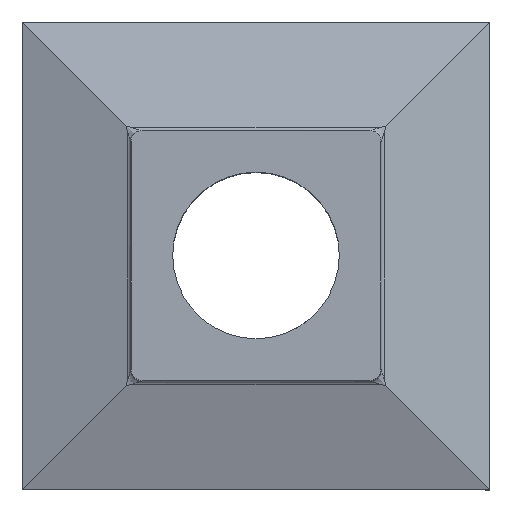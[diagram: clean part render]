
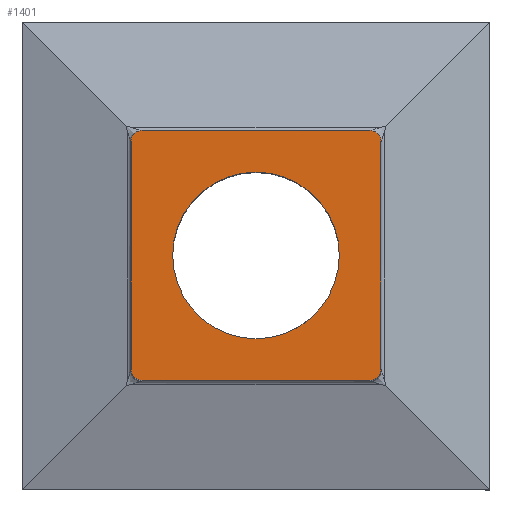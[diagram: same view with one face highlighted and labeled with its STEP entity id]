
A CAD part, top view. The second image highlights one B-rep face of the part: STEP entity #1401.
In plain terms, the highlighted planar face has unit normal (0, 0, 1).
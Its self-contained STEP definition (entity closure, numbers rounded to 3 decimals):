
#1401=ADVANCED_FACE('',(#9154,#9155),#2433,.T.);
#2433=PLANE('',#21700);
#5629=LINE('',#32236,#8611);
#5633=LINE('',#32245,#8615);
#5637=LINE('',#32254,#8619);
#5639=LINE('',#32258,#8621);
#8611=VECTOR('',#25441,1.);
#8615=VECTOR('',#25447,1.);
#8619=VECTOR('',#25453,1.);
#8621=VECTOR('',#25457,1.);
#9154=FACE_BOUND('',#9426,.T.);
#9155=FACE_BOUND('',#9427,.T.);
#9426=EDGE_LOOP('',(#13173));
#9427=EDGE_LOOP('',(#13174,#13175,#13176,#13177,#13178,#13179,#13180,#13181));
#13173=ORIENTED_EDGE('',*,*,#20829,.T.);
#13174=ORIENTED_EDGE('',*,*,#20823,.T.);
#13175=ORIENTED_EDGE('',*,*,#20830,.T.);
#13176=ORIENTED_EDGE('',*,*,#20825,.T.);
#13177=ORIENTED_EDGE('',*,*,#20831,.T.);
#13178=ORIENTED_EDGE('',*,*,#20815,.T.);
#13179=ORIENTED_EDGE('',*,*,#20832,.T.);
#13180=ORIENTED_EDGE('',*,*,#20819,.T.);
#13181=ORIENTED_EDGE('',*,*,#20833,.T.);
#18295=VERTEX_POINT('',#32235);
#18296=VERTEX_POINT('',#32237);
#18299=VERTEX_POINT('',#32244);
#18300=VERTEX_POINT('',#32246);
#18303=VERTEX_POINT('',#32253);
#18304=VERTEX_POINT('',#32255);
#18305=VERTEX_POINT('',#32259);
#18306=VERTEX_POINT('',#32260);
#18309=VERTEX_POINT('',#32268);
#20815=EDGE_CURVE('',#18296,#18295,#5629,.T.);
#20819=EDGE_CURVE('',#18300,#18299,#5633,.T.);
#20823=EDGE_CURVE('',#18304,#18303,#5637,.T.);
#20825=EDGE_CURVE('',#18305,#18306,#5639,.T.);
#20829=EDGE_CURVE('',#18309,#18309,#21423,.T.);
#20830=EDGE_CURVE('',#18303,#18305,#21424,.T.);
#20831=EDGE_CURVE('',#18306,#18296,#21425,.T.);
#20832=EDGE_CURVE('',#18295,#18300,#21426,.T.);
#20833=EDGE_CURVE('',#18299,#18304,#21427,.T.);
#21423=CIRCLE('',#21695,6.);
#21424=CIRCLE('',#21696,0.8);
#21425=CIRCLE('',#21697,0.8);
#21426=CIRCLE('',#21698,0.8);
#21427=CIRCLE('',#21699,0.8);
#21695=AXIS2_PLACEMENT_3D('',#32267,#25463,#25464);
#21696=AXIS2_PLACEMENT_3D('',#32269,#25465,#25466);
#21697=AXIS2_PLACEMENT_3D('',#32270,#25467,#25468);
#21698=AXIS2_PLACEMENT_3D('',#32271,#25469,#25470);
#21699=AXIS2_PLACEMENT_3D('',#32272,#25471,#25472);
#21700=AXIS2_PLACEMENT_3D('',#32273,#25473,#25474);
#25441=DIRECTION('',(1.,0.,0.));
#25447=DIRECTION('',(0.,1.,0.));
#25453=DIRECTION('',(-1.,0.,0.));
#25457=DIRECTION('',(0.,-1.,0.));
#25463=DIRECTION('',(0.,0.,-1.));
#25464=DIRECTION('',(-1.,0.,0.));
#25465=DIRECTION('',(0.,0.,1.));
#25466=DIRECTION('',(0.,-1.,0.));
#25467=DIRECTION('',(0.,0.,1.));
#25468=DIRECTION('',(0.,-1.,0.));
#25469=DIRECTION('',(0.,0.,1.));
#25470=DIRECTION('',(0.,-1.,0.));
#25471=DIRECTION('',(0.,0.,1.));
#25472=DIRECTION('',(0.,-1.,0.));
#25473=DIRECTION('',(0.,0.,1.));
#25474=DIRECTION('',(0.,-1.,0.));
#32235=CARTESIAN_POINT('',(8.2,-9.,50.));
#32236=CARTESIAN_POINT('',(-9.,-9.,50.));
#32237=CARTESIAN_POINT('',(-8.2,-9.,50.));
#32244=CARTESIAN_POINT('',(9.,8.2,50.));
#32245=CARTESIAN_POINT('',(9.,-9.,50.));
#32246=CARTESIAN_POINT('',(9.,-8.2,50.));
#32253=CARTESIAN_POINT('',(-8.2,9.,50.));
#32254=CARTESIAN_POINT('',(9.,9.,50.));
#32255=CARTESIAN_POINT('',(8.2,9.,50.));
#32258=CARTESIAN_POINT('',(-9.,0.,50.));
#32259=CARTESIAN_POINT('',(-9.,8.2,50.));
#32260=CARTESIAN_POINT('',(-9.,-8.2,50.));
#32267=CARTESIAN_POINT('',(0.,0.,50.));
#32268=CARTESIAN_POINT('',(-6.,0.,50.));
#32269=CARTESIAN_POINT('',(-8.2,8.2,50.));
#32270=CARTESIAN_POINT('',(-8.2,-8.2,50.));
#32271=CARTESIAN_POINT('',(8.2,-8.2,50.));
#32272=CARTESIAN_POINT('',(8.2,8.2,50.));
#32273=CARTESIAN_POINT('',(0.,0.,50.));
